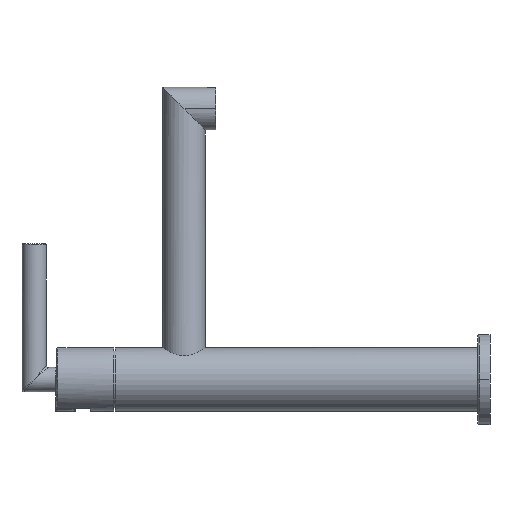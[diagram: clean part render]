
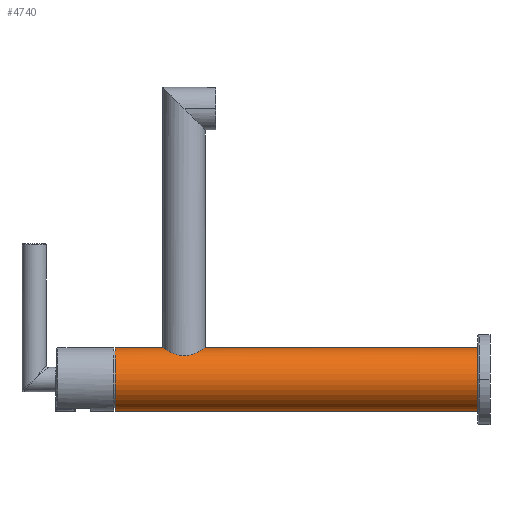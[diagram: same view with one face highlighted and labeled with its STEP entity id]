
A CAD part, left-side view. The second image highlights one B-rep face of the part: STEP entity #4740.
In plain terms, the highlighted cylindrical face has radius 16.637 mm (diameter 33.274 mm), a partial arc.
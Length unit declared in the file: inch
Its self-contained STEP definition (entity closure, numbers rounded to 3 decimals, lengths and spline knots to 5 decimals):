
#988=CARTESIAN_POINT('',(0.,5.8625,0.655));
#1022=CARTESIAN_POINT('',(0.,6.7375,0.655));
#1148=CARTESIAN_POINT('',(0.,6.7375,0.655));
#1149=CARTESIAN_POINT('',(-0.01345,6.7375,0.655));
#1150=CARTESIAN_POINT('',(-0.04042,6.73627,
0.65417));
#1151=CARTESIAN_POINT('',(-0.08116,6.73056,
0.65038));
#1152=CARTESIAN_POINT('',(-0.12148,6.72099,
0.64407));
#1153=CARTESIAN_POINT('',(-0.16167,6.70729,
0.63518));
#1154=CARTESIAN_POINT('',(-0.2012,6.68932,
0.62378));
#1155=CARTESIAN_POINT('',(-0.23997,6.66676,
0.60992));
#1156=CARTESIAN_POINT('',(-0.27714,6.6396,
0.59393));
#1157=CARTESIAN_POINT('',(-0.312,6.60791,
0.57633));
#1158=CARTESIAN_POINT('',(-0.3433,6.57257,
0.55818));
#1159=CARTESIAN_POINT('',(-0.37055,6.53415,
0.54039));
#1160=CARTESIAN_POINT('',(-0.39295,6.49408,
0.52423));
#1161=CARTESIAN_POINT('',(-0.41019,6.45412,
0.51078));
#1162=CARTESIAN_POINT('',(-0.42288,6.41455,
0.50026));
#1163=CARTESIAN_POINT('',(-0.43145,6.37591,
0.49285));
#1164=CARTESIAN_POINT('',(-0.43643,6.33767,
0.48843));
#1165=CARTESIAN_POINT('',(-0.43804,6.29997,
0.48698));
#1166=CARTESIAN_POINT('',(-0.43642,6.26228,
0.48843));
#1167=CARTESIAN_POINT('',(-0.43145,6.22407,
0.49285));
#1168=CARTESIAN_POINT('',(-0.42288,6.18545,
0.50026));
#1169=CARTESIAN_POINT('',(-0.41019,6.14587,
0.51078));
#1170=CARTESIAN_POINT('',(-0.39294,6.10591,
0.52424));
#1171=CARTESIAN_POINT('',(-0.37054,6.06583,
0.5404));
#1172=CARTESIAN_POINT('',(-0.3433,6.02743,
0.55818));
#1173=CARTESIAN_POINT('',(-0.31201,5.9921,
0.57633));
#1174=CARTESIAN_POINT('',(-0.27715,5.96042,
0.59392));
#1175=CARTESIAN_POINT('',(-0.23999,5.93326,
0.60991));
#1176=CARTESIAN_POINT('',(-0.20122,5.91069,
0.62378));
#1177=CARTESIAN_POINT('',(-0.16169,5.89272,
0.63518));
#1178=CARTESIAN_POINT('',(-0.12149,5.87901,
0.64407));
#1179=CARTESIAN_POINT('',(-0.08117,5.86944,
0.65038));
#1180=CARTESIAN_POINT('',(-0.04042,5.86373,
0.65417));
#1181=CARTESIAN_POINT('',(-0.01345,5.8625,0.655));
#1182=CARTESIAN_POINT('',(0.,5.8625,0.655));
#1187=DIRECTION('',(0.,-1.,0.));
#1188=VECTOR('',#1187,5.6125);
#1189=CARTESIAN_POINT('',(0.,5.8625,0.655));
#1190=LINE('',#1189,#1188);
#1194=DIRECTION('',(0.,-1.,0.));
#1195=VECTOR('',#1194,7.47);
#1196=CARTESIAN_POINT('',(0.,7.72,-0.655));
#1197=LINE('',#1196,#1195);
#1201=CARTESIAN_POINT('',(0.,7.72,0.));
#1202=DIRECTION('',(0.,1.,0.));
#1203=DIRECTION('',(0.,0.,-1.));
#1204=AXIS2_PLACEMENT_3D('',#1201,#1202,#1203);
#1209=DIRECTION('',(0.,-1.,0.));
#1210=VECTOR('',#1209,0.9825);
#1211=CARTESIAN_POINT('',(0.,7.72,0.655));
#1212=LINE('',#1211,#1210);
#1240=CARTESIAN_POINT('',(0.,0.25,0.));
#1241=DIRECTION('',(0.,1.,0.));
#1242=DIRECTION('',(0.,0.,-1.));
#1243=AXIS2_PLACEMENT_3D('',#1240,#1241,#1242);
#3490=CARTESIAN_POINT('',(0.,7.72,0.655));
#3491=CARTESIAN_POINT('',(0.,7.72,-0.655));
#3492=VERTEX_POINT('',#3490);
#3493=VERTEX_POINT('',#3491);
#3494=CARTESIAN_POINT('',(0.,0.25,0.655));
#3495=CARTESIAN_POINT('',(0.,0.25,-0.655));
#3496=VERTEX_POINT('',#3494);
#3497=VERTEX_POINT('',#3495);
#3498=VERTEX_POINT('',#988);
#3499=VERTEX_POINT('',#1022);
#4726=CARTESIAN_POINT('',(0.,-0.135,0.));
#4727=DIRECTION('',(0.,1.,0.));
#4728=DIRECTION('',(0.,0.,-1.));
#4729=AXIS2_PLACEMENT_3D('',#4726,#4727,#4728);
#4730=CYLINDRICAL_SURFACE('',#4729,0.655);
#4731=ORIENTED_EDGE('',*,*,#4718,.T.);
#4732=ORIENTED_EDGE('',*,*,#4660,.T.);
#4734=ORIENTED_EDGE('',*,*,#4733,.F.);
#4735=ORIENTED_EDGE('',*,*,#4656,.F.);
#4736=ORIENTED_EDGE('',*,*,#4630,.T.);
#4737=ORIENTED_EDGE('',*,*,#4653,.T.);
#4738=EDGE_LOOP('',(#4731,#4732,#4734,#4735,#4736,#4737));
#4739=FACE_OUTER_BOUND('',#4738,.F.);
#1183=B_SPLINE_CURVE_WITH_KNOTS('',3,(#1148,#1149,#1150,#1151,#1152,#1153,#1154,
#1155,#1156,#1157,#1158,#1159,#1160,#1161,#1162,#1163,#1164,#1165,#1166,#1167,
#1168,#1169,#1170,#1171,#1172,#1173,#1174,#1175,#1176,#1177,#1178,#1179,#1180,
#1181,#1182),.UNSPECIFIED.,.F.,.F.,(4,1,1,1,1,1,1,1,1,1,1,1,1,1,1,1,1,1,1,1,1,1,
1,1,1,1,1,1,1,1,1,1,4),(0.,0.03125,0.0625,0.09375,0.125,0.15625,
0.1875,0.21875,0.25,0.28125,0.3125,0.34375,0.375,0.40625,
0.4375,0.46875,0.5,0.53125,0.5625,0.59375,0.625,0.65625,
0.6875,0.71875,0.75,0.78125,0.8125,0.84375,0.875,0.90625,
0.9375,0.96875,1.),.UNSPECIFIED.);
#1205=CIRCLE('',#1204,0.655);
#1244=CIRCLE('',#1243,0.655);
#4630=EDGE_CURVE('',#3493,#3492,#1205,.T.);
#4653=EDGE_CURVE('',#3492,#3499,#1212,.T.);
#4656=EDGE_CURVE('',#3493,#3497,#1197,.T.);
#4660=EDGE_CURVE('',#3498,#3496,#1190,.T.);
#4718=EDGE_CURVE('',#3499,#3498,#1183,.T.);
#4733=EDGE_CURVE('',#3497,#3496,#1244,.T.);
#4740=ADVANCED_FACE('',(#4739),#4730,.T.);
